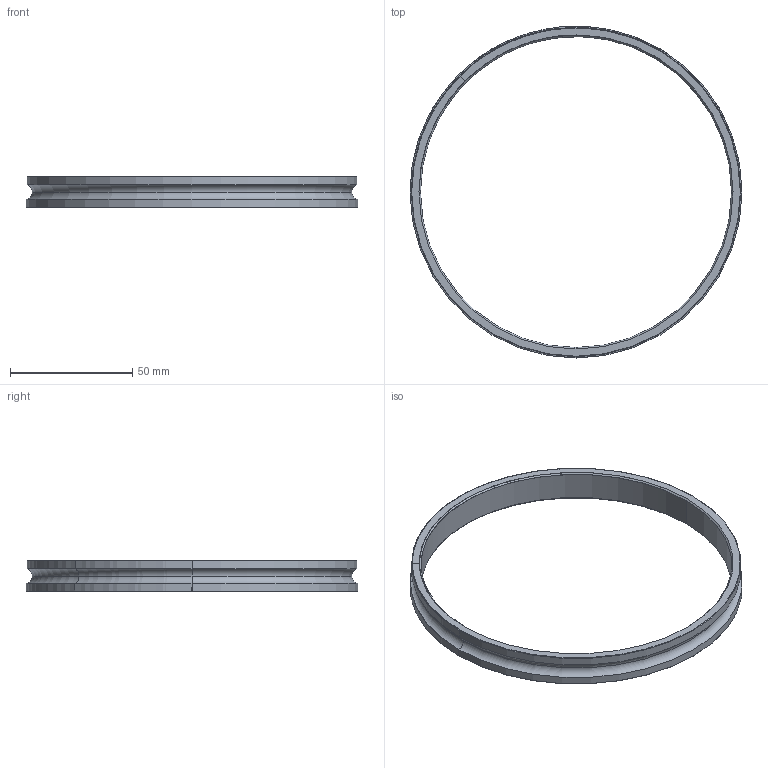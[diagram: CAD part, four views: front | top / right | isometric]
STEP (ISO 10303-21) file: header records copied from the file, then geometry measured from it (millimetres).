
FILE_DESCRIPTION (( 'STEP AP214' ), '1' );
FILE_NAME ('127 x 146.05 x 12.7mm Printable Bearing Part 2.STEP', '2021-03-12T15:29:26', ( '' ), ( '' ), 'SwSTEP 2.0', 'SolidWorks 2019', '' );
FILE_SCHEMA (( 'AUTOMOTIVE_DESIGN' ));
Length unit declared in the file: millimetre
Products named in the file (1): 127 x 146.05 x 12.7mm Printable Bearing Part 2
Bounding box: 135.53 x 135.53 x 12.7 mm (x, y, z)
Volume: 33181.5 mm3; surface area: 28610.6 mm2
Topology: 3 solids, 3 shells, 55 faces, 126 edges, 77 vertices
Faces by surface type: cone 20, cylinder 15, torus 10, plane 10
Entity records: 1617 total; most frequent: DIRECTION 307, CARTESIAN_POINT 259, ORIENTED_EDGE 252, EDGE_CURVE 126, AXIS2_PLACEMENT_3D 125, VERTEX_POINT 77, CIRCLE 69, LINE 57
